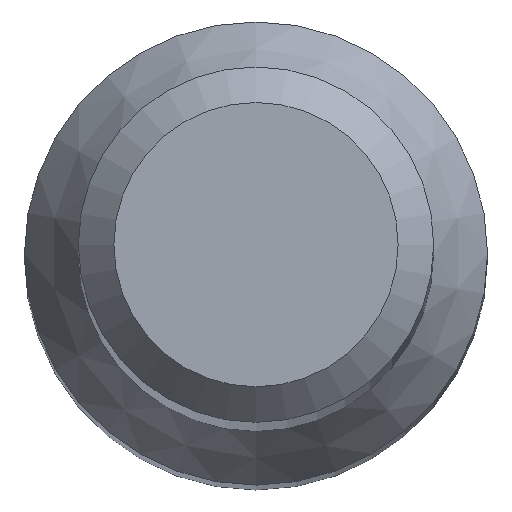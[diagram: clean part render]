
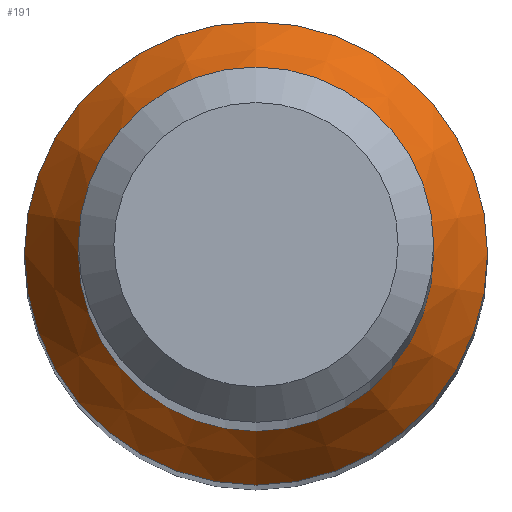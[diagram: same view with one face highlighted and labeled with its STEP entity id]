
A CAD part, top view. The second image highlights one B-rep face of the part: STEP entity #191.
In plain terms, the highlighted conical face has half-angle 30 degrees and reference radius 1.25 mm.
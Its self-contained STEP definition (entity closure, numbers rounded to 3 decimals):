
#7 = VERTEX_POINT ( 'NONE', #8 ) ;
#8 = CARTESIAN_POINT ( 'NONE',  ( 0., 1.629, 20. ) ) ;
#39 = AXIS2_PLACEMENT_3D ( 'NONE', #128, #204, #185 ) ;
#45 = FACE_OUTER_BOUND ( 'NONE', #156, .T. ) ;
#48 = CARTESIAN_POINT ( 'NONE',  ( 0., 1.25, 20.656 ) ) ;
#59 = DIRECTION ( 'NONE',  ( 0., 1., 0. ) ) ;
#85 = DIRECTION ( 'NONE',  ( 0., 0., -1. ) ) ;
#94 = EDGE_LOOP ( 'NONE', ( #234 ) ) ;
#99 = CARTESIAN_POINT ( 'NONE',  ( 0., 0., 20. ) ) ;
#113 = EDGE_CURVE ( 'NONE', #179, #179, #147, .T. ) ;
#118 = CONICAL_SURFACE ( 'NONE', #228, 1.25, 0.524 ) ;
#128 = CARTESIAN_POINT ( 'NONE',  ( 0., 0., 20.656 ) ) ;
#147 = CIRCLE ( 'NONE', #39, 1.25 ) ;
#156 = EDGE_LOOP ( 'NONE', ( #242 ) ) ;
#157 = DIRECTION ( 'NONE',  ( 0., 1., 0. ) ) ;
#158 = FACE_BOUND ( 'NONE', #94, .T. ) ;
#179 = VERTEX_POINT ( 'NONE', #48 ) ;
#185 = DIRECTION ( 'NONE',  ( 0., 1., 0. ) ) ;
#188 = EDGE_CURVE ( 'NONE', #7, #7, #189, .T. ) ;
#189 = CIRCLE ( 'NONE', #205, 1.629 ) ;
#191 = ADVANCED_FACE ( 'NONE', ( #45, #158 ), #118, .T. ) ;
#204 = DIRECTION ( 'NONE',  ( 0., 0., -1. ) ) ;
#205 = AXIS2_PLACEMENT_3D ( 'NONE', #99, #241, #59 ) ;
#228 = AXIS2_PLACEMENT_3D ( 'NONE', #233, #85, #157 ) ;
#233 = CARTESIAN_POINT ( 'NONE',  ( 0., 0., 20.656 ) ) ;
#234 = ORIENTED_EDGE ( 'NONE', *, *, #113, .T. ) ;
#241 = DIRECTION ( 'NONE',  ( 0., 0., -1. ) ) ;
#242 = ORIENTED_EDGE ( 'NONE', *, *, #188, .F. ) ;
